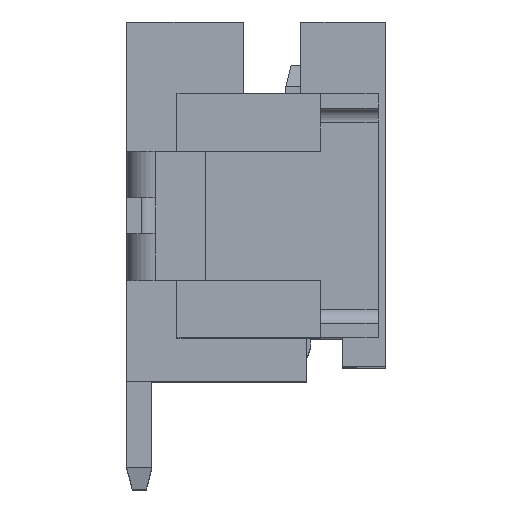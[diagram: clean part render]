
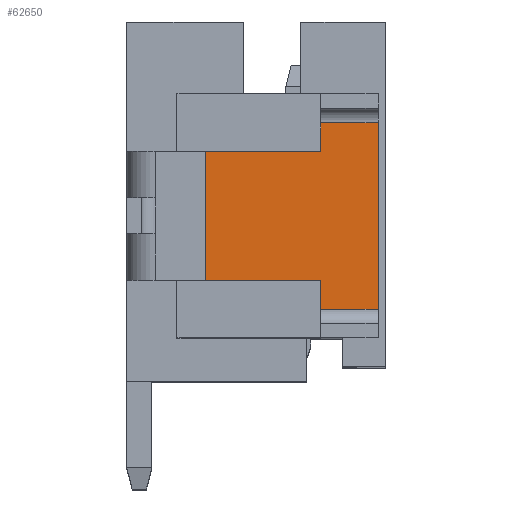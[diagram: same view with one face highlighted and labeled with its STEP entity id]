
A CAD part, top view. The second image highlights one B-rep face of the part: STEP entity #62650.
In plain terms, the highlighted planar face has unit normal (0, 0, 1).
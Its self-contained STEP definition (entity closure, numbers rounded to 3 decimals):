
#2580=CARTESIAN_POINT('',(0.283,1.27,14.15));
#2590=VERTEX_POINT('',#2580);
#2820=CARTESIAN_POINT('',(-0.417,1.27,14.15));
#2830=VERTEX_POINT('',#2820);
#2860=CARTESIAN_POINT('',(0.,1.27,14.15));
#2870=DIRECTION('',(1.,0.,0.));
#2880=VECTOR('',#2870,1.);
#2890=LINE('',#2860,#2880);
#2900=CARTESIAN_POINT('',(-0.751,1.27,14.15));
#2910=VERTEX_POINT('',#2900);
#2920=EDGE_CURVE('',#2910,#2830,#2890,.T.);
#3100=CARTESIAN_POINT('',(-0.917,1.27,14.15));
#3110=VERTEX_POINT('',#3100);
#3140=CARTESIAN_POINT('',(-1.167,1.27,14.15));
#3150=VERTEX_POINT('',#3140);
#3160=EDGE_CURVE('',#3150,#3110,#2890,.T.);
#6590=CARTESIAN_POINT('',(-0.387,1.379,14.15));
#6600=DIRECTION('',(0.958,0.287,
0.));
#6610=VECTOR('',#6600,1.);
#6620=LINE('',#6590,#6610);
#6630=CARTESIAN_POINT('',(-0.917,1.22,14.15));
#6640=VERTEX_POINT('',#6630);
#6650=EDGE_CURVE('',#6640,#2910,#6620,.T.);
#11800=CARTESIAN_POINT('',(0.283,1.37,14.15));
#11810=VERTEX_POINT('',#11800);
#11840=CARTESIAN_POINT('',(0.283,0.,14.15));
#11850=DIRECTION('',(0.,1.,0.));
#11860=VECTOR('',#11850,1.);
#11870=LINE('',#11840,#11860);
#11880=EDGE_CURVE('',#2590,#11810,#11870,.T.);
#17340=CARTESIAN_POINT('',(0.283,-1.13,14.15));
#17350=VERTEX_POINT('',#17340);
#17380=CARTESIAN_POINT('',(0.283,0.,14.15));
#17390=DIRECTION('',(0.,1.,0.));
#17400=VECTOR('',#17390,1.);
#17410=LINE('',#17380,#17400);
#17420=CARTESIAN_POINT('',(0.283,-1.23,14.15));
#17430=VERTEX_POINT('',#17420);
#17440=EDGE_CURVE('',#17430,#17350,#17410,.T.);
#17920=CARTESIAN_POINT('',(-1.167,-1.13,14.15));
#17930=VERTEX_POINT('',#17920);
#17960=CARTESIAN_POINT('',(0.,-1.13,14.15));
#17970=DIRECTION('',(-1.,0.,0.));
#17980=VECTOR('',#17970,1.);
#17990=LINE('',#17960,#17980);
#18000=CARTESIAN_POINT('',(-0.917,-1.13,14.15));
#18010=VERTEX_POINT('',#18000);
#18020=EDGE_CURVE('',#18010,#17930,#17990,.T.);
#18200=CARTESIAN_POINT('',(-0.751,-1.13,14.15));
#18210=VERTEX_POINT('',#18200);
#18240=CARTESIAN_POINT('',(-0.417,-1.13,14.15));
#18250=VERTEX_POINT('',#18240);
#18260=EDGE_CURVE('',#18250,#18210,#17990,.T.);
#29440=CARTESIAN_POINT('',(-1.417,-0.931,14.15));
#29450=VERTEX_POINT('',#29440);
#29480=CARTESIAN_POINT('',(-1.217,-0.917,14.15));
#29490=DIRECTION('',(0.,0.,-1.));
#29500=DIRECTION('',(0.,1.,0.));
#29510=AXIS2_PLACEMENT_3D('',#29480,#29490,#29500);
#29520=CIRCLE('',#29510,0.2);
#29530=CARTESIAN_POINT('',(-1.256,-1.113,14.15));
#29540=VERTEX_POINT('',#29530);
#29550=EDGE_CURVE('',#29540,#29450,#29520,.T.);
#39730=CARTESIAN_POINT('',(0.283,1.22,14.15));
#39740=VERTEX_POINT('',#39730);
#39790=CARTESIAN_POINT('',(-0.387,1.22,14.15));
#39800=DIRECTION('',(1.,0.,0.));
#39810=VECTOR('',#39800,1.);
#39820=LINE('',#39790,#39810);
#39830=CARTESIAN_POINT('',(-0.417,1.22,14.15));
#39840=VERTEX_POINT('',#39830);
#39850=EDGE_CURVE('',#39840,#39740,#39820,.T.);
#44220=CARTESIAN_POINT('',(0.283,-0.448,14.15));
#44230=DIRECTION('',(0.,-1.,0.));
#44240=VECTOR('',#44230,1.);
#44250=LINE('',#44220,#44240);
#44260=EDGE_CURVE('',#2590,#39740,#44250,.T.);
#45150=CARTESIAN_POINT('',(-2.017,-0.83,14.15));
#45160=VERTEX_POINT('',#45150);
#45190=CARTESIAN_POINT('',(-0.387,-0.83,14.15))
;
#45200=DIRECTION('',(-1.,0.,0.));
#45210=VECTOR('',#45200,1.);
#45220=LINE('',#45190,#45210);
#45230=CARTESIAN_POINT('',(-1.417,-0.83,14.15));
#45240=VERTEX_POINT('',#45230);
#45250=EDGE_CURVE('',#45240,#45160,#45220,.T.);
#47660=CARTESIAN_POINT('',(-0.417,-1.08,14.15));
#47670=VERTEX_POINT('',#47660);
#47700=CARTESIAN_POINT('',(-0.387,-1.08,14.15));
#47710=DIRECTION('',(-1.,0.,0.));
#47720=VECTOR('',#47710,1.);
#47730=LINE('',#47700,#47720);
#47740=CARTESIAN_POINT('',(0.283,-1.08,14.15));
#47750=VERTEX_POINT('',#47740);
#47760=EDGE_CURVE('',#47750,#47670,#47730,.T.);
#48970=CARTESIAN_POINT('',(-0.387,-1.287,14.15));
#48980=DIRECTION('',(-0.981,0.196,
0.));
#48990=VECTOR('',#48980,1.);
#49000=LINE('',#48970,#48990);
#49010=EDGE_CURVE('',#17930,#29540,#49000,.T.);
#49650=CARTESIAN_POINT('',(-1.417,0.97,14.15));
#49660=VERTEX_POINT('',#49650);
#49690=CARTESIAN_POINT('',(-0.387,0.97,14.15));
#49700=DIRECTION('',(1.,0.,0.));
#49710=VECTOR('',#49700,1.);
#49720=LINE('',#49690,#49710);
#49730=CARTESIAN_POINT('',(-2.017,0.97,14.15));
#49740=VERTEX_POINT('',#49730);
#49750=EDGE_CURVE('',#49740,#49660,#49720,.T.);
#50130=CARTESIAN_POINT('',(-1.417,-0.448,14.15));
#50140=DIRECTION('',(0.,1.,0.));
#50150=VECTOR('',#50140,1.);
#50160=LINE('',#50130,#50150);
#50170=EDGE_CURVE('',#29450,#45240,#50160,.T.);
#50430=CARTESIAN_POINT('',(1.083,-1.23,14.15));
#50440=VERTEX_POINT('',#50430);
#50470=CARTESIAN_POINT('',(1.083,-0.448,14.15));
#50480=DIRECTION('',(0.,-1.,0.));
#50490=VECTOR('',#50480,1.);
#50500=LINE('',#50470,#50490);
#50510=CARTESIAN_POINT('',(1.083,1.37,14.15));
#50520=VERTEX_POINT('',#50510);
#50530=EDGE_CURVE('',#50520,#50440,#50500,.T.);
#54000=CARTESIAN_POINT('',(0.283,-0.448,14.15));
#54010=DIRECTION('',(0.,-1.,0.));
#54020=VECTOR('',#54010,1.);
#54030=LINE('',#54000,#54020);
#54040=EDGE_CURVE('',#47750,#17350,#54030,.T.);
#54320=CARTESIAN_POINT('',(-2.017,1.77,14.15));
#54330=DIRECTION('',(0.,-1.,0.));
#54340=VECTOR('',#54330,1.);
#54350=LINE('',#54320,#54340);
#54360=EDGE_CURVE('',#49740,#45160,#54350,.T.);
#56660=CARTESIAN_POINT('',(-0.387,-1.23,14.15));
#56670=DIRECTION('',(1.,0.,0.));
#56680=VECTOR('',#56670,1.);
#56690=LINE('',#56660,#56680);
#56700=EDGE_CURVE('',#17430,#50440,#56690,.T.);
#56830=CARTESIAN_POINT('',(-0.917,-0.448,14.15))
;
#56840=DIRECTION('',(0.,-1.,0.));
#56850=VECTOR('',#56840,1.);
#56860=LINE('',#56830,#56850);
#56870=CARTESIAN_POINT('',(-0.917,-1.08,14.15));
#56880=VERTEX_POINT('',#56870);
#56890=EDGE_CURVE('',#56880,#18010,#56860,.T.);
#57290=CARTESIAN_POINT('',(-0.417,-0.448,14.15))
;
#57300=DIRECTION('',(0.,-1.,0.));
#57310=VECTOR('',#57300,1.);
#57320=LINE('',#57290,#57310);
#57330=EDGE_CURVE('',#47670,#18250,#57320,.T.);
#57570=CARTESIAN_POINT('',(-0.387,-1.24,14.15));
#57580=DIRECTION('',(-0.958,0.287,
0.));
#57590=VECTOR('',#57580,1.);
#57600=LINE('',#57570,#57590);
#57610=EDGE_CURVE('',#18210,#56880,#57600,.T.);
#57760=CARTESIAN_POINT('',(-1.256,1.252,14.15));
#57770=VERTEX_POINT('',#57760);
#57800=CARTESIAN_POINT('',(-1.217,1.056,14.15));
#57810=DIRECTION('',(0.,0.,1.));
#57820=DIRECTION('',(0.,-1.,0.));
#57830=AXIS2_PLACEMENT_3D('',#57800,#57810,#57820);
#57840=CIRCLE('',#57830,0.2);
#57850=CARTESIAN_POINT('',(-1.417,1.07,14.15));
#57860=VERTEX_POINT('',#57850);
#57870=EDGE_CURVE('',#57770,#57860,#57840,.T.);
#58050=CARTESIAN_POINT('',(-0.387,1.426,14.15));
#58060=DIRECTION('',(0.981,0.196,
0.));
#58070=VECTOR('',#58060,1.);
#58080=LINE('',#58050,#58070);
#58090=EDGE_CURVE('',#57770,#3150,#58080,.T.);
#58220=CARTESIAN_POINT('',(-1.417,-0.448,14.15));
#58230=DIRECTION('',(0.,1.,0.));
#58240=VECTOR('',#58230,1.);
#58250=LINE('',#58220,#58240);
#58260=EDGE_CURVE('',#49660,#57860,#58250,.T.);
#61520=CARTESIAN_POINT('',(-0.917,-0.448,14.15))
;
#61530=DIRECTION('',(0.,-1.,0.));
#61540=VECTOR('',#61530,1.);
#61550=LINE('',#61520,#61540);
#61560=EDGE_CURVE('',#3110,#6640,#61550,.T.);
#61690=CARTESIAN_POINT('',(-0.417,-0.448,14.15))
;
#61700=DIRECTION('',(0.,-1.,0.));
#61710=VECTOR('',#61700,1.);
#61720=LINE('',#61690,#61710);
#61730=EDGE_CURVE('',#2830,#39840,#61720,.T.);
#62190=CARTESIAN_POINT('',(-0.387,1.37,14.15));
#62200=DIRECTION('',(-1.,0.,0.));
#62210=VECTOR('',#62200,1.);
#62220=LINE('',#62190,#62210);
#62230=EDGE_CURVE('',#50520,#11810,#62220,.T.);
#62300=CARTESIAN_POINT('',(1.083,1.77,14.15));
#62310=DIRECTION('',(0.,0.,-1.));
#62320=DIRECTION('',(1.,0.,0.));
#62330=AXIS2_PLACEMENT_3D('',#62300,#62310,#62320);
#62340=PLANE('',#62330);
#62350=ORIENTED_EDGE('',*,*,#58260,.F.);
#62360=ORIENTED_EDGE('',*,*,#57870,.T.);
#62370=ORIENTED_EDGE('',*,*,#58090,.F.);
#62380=ORIENTED_EDGE('',*,*,#3160,.F.);
#62390=ORIENTED_EDGE('',*,*,#61560,.F.);
#62400=ORIENTED_EDGE('',*,*,#6650,.F.);
#62410=ORIENTED_EDGE('',*,*,#2920,.F.);
#62420=ORIENTED_EDGE('',*,*,#61730,.F.);
#62430=ORIENTED_EDGE('',*,*,#39850,.F.);
#62440=ORIENTED_EDGE('',*,*,#44260,.T.);
#62450=ORIENTED_EDGE('',*,*,#11880,.F.);
#62460=ORIENTED_EDGE('',*,*,#62230,.T.);
#62470=ORIENTED_EDGE('',*,*,#50530,.F.);
#62480=ORIENTED_EDGE('',*,*,#56700,.T.);
#62490=ORIENTED_EDGE('',*,*,#17440,.F.);
#62500=ORIENTED_EDGE('',*,*,#54040,.T.);
#62510=ORIENTED_EDGE('',*,*,#47760,.F.);
#62520=ORIENTED_EDGE('',*,*,#57330,.F.);
#62530=ORIENTED_EDGE('',*,*,#18260,.F.);
#62540=ORIENTED_EDGE('',*,*,#57610,.F.);
#62550=ORIENTED_EDGE('',*,*,#56890,.F.);
#62560=ORIENTED_EDGE('',*,*,#18020,.F.);
#62570=ORIENTED_EDGE('',*,*,#49010,.F.);
#62580=ORIENTED_EDGE('',*,*,#29550,.F.);
#62590=ORIENTED_EDGE('',*,*,#50170,.F.);
#62600=ORIENTED_EDGE('',*,*,#45250,.F.);
#62610=ORIENTED_EDGE('',*,*,#54360,.T.);
#62620=ORIENTED_EDGE('',*,*,#49750,.F.);
#62630=EDGE_LOOP('',(#62620,#62610,#62600,#62590,#62580,#62570,#62560,
#62550,#62540,#62530,#62520,#62510,#62500,#62490,#62480,#62470,#62460,
#62450,#62440,#62430,#62420,#62410,#62400,#62390,#62380,#62370,#62360,
#62350));
#62640=FACE_OUTER_BOUND('',#62630,.T.);
#62650=ADVANCED_FACE('',(#62640),#62340,.F.);
